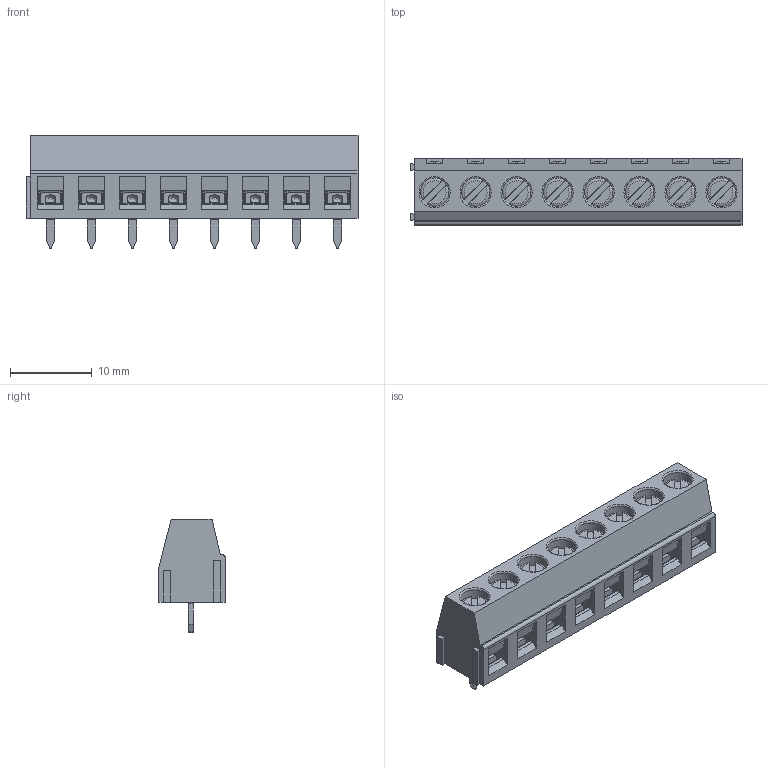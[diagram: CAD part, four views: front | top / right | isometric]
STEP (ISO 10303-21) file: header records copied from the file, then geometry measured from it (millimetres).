
FILE_DESCRIPTION(('STEP AP214'), '1');
FILE_NAME('DG127', '2019-09-29T18:20:59', ('AF'), (''), 'UNSPECIFIED', 'UNSPECIFIED', '');
FILE_SCHEMA(('AUTOMOTIVE_DESIGN { 1 0 10303 214 3 1 1}'));
Length unit declared in the file: millimetre
Assembly tree (24 placements, depth 2):
  (unnamed)
    (unnamed)  x8
    (unnamed)  x8
    (unnamed)  x8
Bounding box: 40.5 x 8.1 x 13.8 mm (x, y, z)
Volume: 2009.1 mm3; surface area: 5104.8 mm2
Topology: 25 solids, 25 shells, 922 faces, 2304 edges, 1440 vertices
Faces by surface type: plane 745, cylinder 105, cone 48, torus 24
Full cylindrical faces by diameter (mm): 1.8 x8, 2 x8, 2.5 x8, 2.7 x8, 3.6 x8, 3.8 x8
Entity records: 15229 total; most frequent: CARTESIAN_POINT 2085, ORIENTED_EDGE 1970, DIRECTION 1863, EDGE_CURVE 985, LINE 903, VECTOR 903, VERTEX_POINT 648, AXIS2_PLACEMENT_3D 480
